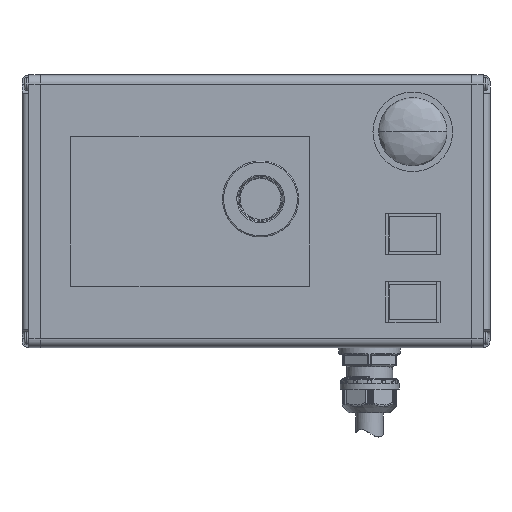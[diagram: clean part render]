
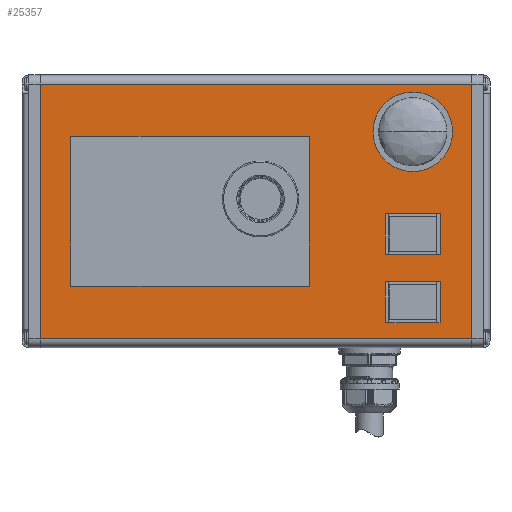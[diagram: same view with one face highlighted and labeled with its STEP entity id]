
A CAD part, top view. The second image highlights one B-rep face of the part: STEP entity #25357.
In plain terms, the highlighted planar face has unit normal (0, 0, 1).
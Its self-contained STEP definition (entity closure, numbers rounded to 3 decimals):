
#147 = VERTEX_POINT ( 'NONE', #36241 ) ;
#344 = FACE_BOUND ( 'NONE', #16999, .T. ) ;
#747 = LINE ( 'NONE', #39899, #5965 ) ;
#866 = CARTESIAN_POINT ( 'NONE',  ( -81.5, 33., 22.5 ) ) ;
#893 = DIRECTION ( 'NONE',  ( 0., 1., 0. ) ) ;
#1092 = VECTOR ( 'NONE', #6551, 1000. ) ;
#1409 = LINE ( 'NONE', #13598, #26771 ) ;
#1517 = DIRECTION ( 'NONE',  ( 0., 0., 1. ) ) ;
#2312 = ORIENTED_EDGE ( 'NONE', *, *, #13228, .F. ) ;
#3020 = VECTOR ( 'NONE', #34071, 1000. ) ;
#3064 = CARTESIAN_POINT ( 'NONE',  ( 23.5, -33., 22.5 ) ) ;
#3544 = VERTEX_POINT ( 'NONE', #17397 ) ;
#3783 = VERTEX_POINT ( 'NONE', #22100 ) ;
#4228 = CARTESIAN_POINT ( 'NONE',  ( 81., -19., 22.5 ) ) ;
#4603 = VERTEX_POINT ( 'NONE', #12016 ) ;
#4613 = CARTESIAN_POINT ( 'NONE',  ( 57., 56., 22.5 ) ) ;
#4623 = VECTOR ( 'NONE', #18954, 1000. ) ;
#5053 = EDGE_LOOP ( 'NONE', ( #6354, #21577, #12007, #26010 ) ) ;
#5296 = VERTEX_POINT ( 'NONE', #19944 ) ;
#5673 = AXIS2_PLACEMENT_3D ( 'NONE', #11849, #6065, #18447 ) ;
#5768 = CARTESIAN_POINT ( 'NONE',  ( -81.5, 33., 22.5 ) ) ;
#5965 = VECTOR ( 'NONE', #33325, 1000. ) ;
#6065 = DIRECTION ( 'NONE',  ( 0., 0., 1. ) ) ;
#6354 = ORIENTED_EDGE ( 'NONE', *, *, #34944, .T. ) ;
#6551 = DIRECTION ( 'NONE',  ( 0., 1., 0. ) ) ;
#6772 = CARTESIAN_POINT ( 'NONE',  ( 57., -49., 22.5 ) ) ;
#6880 = EDGE_CURVE ( 'NONE', #5296, #8983, #34256, .T. ) ;
#7125 = ORIENTED_EDGE ( 'NONE', *, *, #17548, .T. ) ;
#7512 = EDGE_CURVE ( 'NONE', #25419, #28939, #26904, .T. ) ;
#7885 = LINE ( 'NONE', #8301, #35705 ) ;
#8132 = CARTESIAN_POINT ( 'NONE',  ( 57., -19., 22.5 ) ) ;
#8240 = CARTESIAN_POINT ( 'NONE',  ( 57., 56., 22.5 ) ) ;
#8301 = CARTESIAN_POINT ( 'NONE',  ( -94.9, 56., 22.5 ) ) ;
#8500 = EDGE_CURVE ( 'NONE', #37996, #25419, #34037, .T. ) ;
#8656 = LINE ( 'NONE', #8240, #9305 ) ;
#8783 = EDGE_CURVE ( 'NONE', #8983, #16697, #40353, .T. ) ;
#8983 = VERTEX_POINT ( 'NONE', #4228 ) ;
#9246 = PLANE ( 'NONE',  #38126 ) ;
#9305 = VECTOR ( 'NONE', #14850, 1000. ) ;
#9434 = VERTEX_POINT ( 'NONE', #6772 ) ;
#9441 = CARTESIAN_POINT ( 'NONE',  ( -81.5, -33., 22.5 ) ) ;
#9630 = DIRECTION ( 'NONE',  ( -1., 0., 0. ) ) ;
#9644 = FACE_OUTER_BOUND ( 'NONE', #5053, .T. ) ;
#9966 = VERTEX_POINT ( 'NONE', #13434 ) ;
#11177 = CARTESIAN_POINT ( 'NONE',  ( -94.9, 56., 22.5 ) ) ;
#11446 = EDGE_CURVE ( 'NONE', #37578, #3544, #35959, .T. ) ;
#11849 = CARTESIAN_POINT ( 'NONE',  ( 69., 35., 22.5 ) ) ;
#12007 = ORIENTED_EDGE ( 'NONE', *, *, #33703, .F. ) ;
#12016 = CARTESIAN_POINT ( 'NONE',  ( -94.9, -56., 22.5 ) ) ;
#12542 = LINE ( 'NONE', #37699, #4623 ) ;
#12670 = VERTEX_POINT ( 'NONE', #12787 ) ;
#12787 = CARTESIAN_POINT ( 'NONE',  ( 57., -1., 22.5 ) ) ;
#12951 = DIRECTION ( 'NONE',  ( 0., 0., -1. ) ) ;
#13030 = EDGE_CURVE ( 'NONE', #9966, #147, #28213, .T. ) ;
#13045 = VECTOR ( 'NONE', #893, 1000. ) ;
#13228 = EDGE_CURVE ( 'NONE', #3544, #37578, #35931, .T. ) ;
#13434 = CARTESIAN_POINT ( 'NONE',  ( 94.9, -56., 22.5 ) ) ;
#13598 = CARTESIAN_POINT ( 'NONE',  ( 95., 56., 22.5 ) ) ;
#13809 = LINE ( 'NONE', #35872, #38334 ) ;
#13874 = ORIENTED_EDGE ( 'NONE', *, *, #28687, .F. ) ;
#14074 = DIRECTION ( 'NONE',  ( 0., -1., 0. ) ) ;
#14157 = EDGE_CURVE ( 'NONE', #16697, #12670, #8656, .T. ) ;
#14850 = DIRECTION ( 'NONE',  ( 0., 1., 0. ) ) ;
#14889 = CARTESIAN_POINT ( 'NONE',  ( 81., 56., 22.5 ) ) ;
#15535 = ORIENTED_EDGE ( 'NONE', *, *, #6880, .T. ) ;
#15618 = CARTESIAN_POINT ( 'NONE',  ( 81., -49., 22.5 ) ) ;
#16697 = VERTEX_POINT ( 'NONE', #8132 ) ;
#16999 = EDGE_LOOP ( 'NONE', ( #22003, #15535, #32841, #25339 ) ) ;
#17397 = CARTESIAN_POINT ( 'NONE',  ( 69., 52.5, 22.5 ) ) ;
#17514 = CARTESIAN_POINT ( 'NONE',  ( 23.5, 33., 22.5 ) ) ;
#17548 = EDGE_CURVE ( 'NONE', #20244, #9434, #13809, .T. ) ;
#17584 = CARTESIAN_POINT ( 'NONE',  ( 95., -31., 22.5 ) ) ;
#17687 = CARTESIAN_POINT ( 'NONE',  ( 95., -19., 22.5 ) ) ;
#17887 = DIRECTION ( 'NONE',  ( -1., 0., 0. ) ) ;
#17904 = CARTESIAN_POINT ( 'NONE',  ( 81., -31., 22.5 ) ) ;
#18151 = EDGE_CURVE ( 'NONE', #19734, #4603, #7885, .T. ) ;
#18352 = DIRECTION ( 'NONE',  ( 0., -1., 0. ) ) ;
#18447 = DIRECTION ( 'NONE',  ( -1., 0., 0. ) ) ;
#18954 = DIRECTION ( 'NONE',  ( 0., 1., 0. ) ) ;
#18961 = FACE_BOUND ( 'NONE', #23318, .T. ) ;
#19070 = DIRECTION ( 'NONE',  ( -1., 0., 0. ) ) ;
#19121 = ORIENTED_EDGE ( 'NONE', *, *, #11446, .F. ) ;
#19224 = VERTEX_POINT ( 'NONE', #17904 ) ;
#19557 = ORIENTED_EDGE ( 'NONE', *, *, #27197, .F. ) ;
#19734 = VERTEX_POINT ( 'NONE', #11177 ) ;
#19768 = VECTOR ( 'NONE', #20724, 1000. ) ;
#19944 = CARTESIAN_POINT ( 'NONE',  ( 81., -1., 22.5 ) ) ;
#20244 = VERTEX_POINT ( 'NONE', #15618 ) ;
#20316 = LINE ( 'NONE', #4613, #13045 ) ;
#20483 = VECTOR ( 'NONE', #37261, 1000. ) ;
#20724 = DIRECTION ( 'NONE',  ( 1., 0., 0. ) ) ;
#21577 = ORIENTED_EDGE ( 'NONE', *, *, #18151, .T. ) ;
#21833 = ORIENTED_EDGE ( 'NONE', *, *, #7512, .F. ) ;
#22003 = ORIENTED_EDGE ( 'NONE', *, *, #27311, .T. ) ;
#22024 = CARTESIAN_POINT ( 'NONE',  ( 94.9, 56., 22.5 ) ) ;
#22077 = ORIENTED_EDGE ( 'NONE', *, *, #39055, .T. ) ;
#22100 = CARTESIAN_POINT ( 'NONE',  ( 57., -31., 22.5 ) ) ;
#22596 = VECTOR ( 'NONE', #19070, 1000. ) ;
#23318 = EDGE_LOOP ( 'NONE', ( #21833, #31667, #13874, #19557 ) ) ;
#23625 = EDGE_CURVE ( 'NONE', #19224, #20244, #30560, .T. ) ;
#24067 = LINE ( 'NONE', #33570, #29335 ) ;
#24296 = ORIENTED_EDGE ( 'NONE', *, *, #23625, .T. ) ;
#24435 = VECTOR ( 'NONE', #18352, 1000. ) ;
#25339 = ORIENTED_EDGE ( 'NONE', *, *, #14157, .T. ) ;
#25357 = ADVANCED_FACE ( 'NONE', ( #9644, #18961, #28622, #344, #38319 ), #9246, .F. ) ;
#25419 = VERTEX_POINT ( 'NONE', #9441 ) ;
#26010 = ORIENTED_EDGE ( 'NONE', *, *, #13030, .T. ) ;
#26771 = VECTOR ( 'NONE', #35659, 1000. ) ;
#26904 = LINE ( 'NONE', #30205, #19768 ) ;
#27197 = EDGE_CURVE ( 'NONE', #28939, #32434, #12542, .T. ) ;
#27268 = LINE ( 'NONE', #17584, #32782 ) ;
#27311 = EDGE_CURVE ( 'NONE', #12670, #5296, #747, .T. ) ;
#27697 = ORIENTED_EDGE ( 'NONE', *, *, #36477, .T. ) ;
#28213 = LINE ( 'NONE', #22024, #1092 ) ;
#28404 = CARTESIAN_POINT ( 'NONE',  ( 69., 35., 22.5 ) ) ;
#28622 = FACE_BOUND ( 'NONE', #37967, .T. ) ;
#28687 = EDGE_CURVE ( 'NONE', #32434, #37996, #34736, .T. ) ;
#28939 = VERTEX_POINT ( 'NONE', #3064 ) ;
#29335 = VECTOR ( 'NONE', #17887, 1000. ) ;
#30205 = CARTESIAN_POINT ( 'NONE',  ( -81.5, -33., 22.5 ) ) ;
#30560 = LINE ( 'NONE', #14889, #37615 ) ;
#30935 = CARTESIAN_POINT ( 'NONE',  ( -81.5, 33., 22.5 ) ) ;
#31667 = ORIENTED_EDGE ( 'NONE', *, *, #8500, .F. ) ;
#31735 = DIRECTION ( 'NONE',  ( -1., 0., 0. ) ) ;
#32434 = VERTEX_POINT ( 'NONE', #17514 ) ;
#32782 = VECTOR ( 'NONE', #36748, 1000. ) ;
#32841 = ORIENTED_EDGE ( 'NONE', *, *, #8783, .T. ) ;
#33325 = DIRECTION ( 'NONE',  ( 1., 0., 0. ) ) ;
#33570 = CARTESIAN_POINT ( 'NONE',  ( 95., -56., 22.5 ) ) ;
#33703 = EDGE_CURVE ( 'NONE', #9966, #4603, #24067, .T. ) ;
#34037 = LINE ( 'NONE', #5768, #24435 ) ;
#34071 = DIRECTION ( 'NONE',  ( 0., -1., 0. ) ) ;
#34075 = DIRECTION ( 'NONE',  ( 0., -1., 0. ) ) ;
#34256 = LINE ( 'NONE', #37140, #3020 ) ;
#34736 = LINE ( 'NONE', #866, #22596 ) ;
#34944 = EDGE_CURVE ( 'NONE', #147, #19734, #1409, .T. ) ;
#35659 = DIRECTION ( 'NONE',  ( -1., 0., 0. ) ) ;
#35673 = DIRECTION ( 'NONE',  ( -1., 0., 0. ) ) ;
#35705 = VECTOR ( 'NONE', #14074, 1000. ) ;
#35872 = CARTESIAN_POINT ( 'NONE',  ( 95., -49., 22.5 ) ) ;
#35931 = CIRCLE ( 'NONE', #5673, 17.5 ) ;
#35959 = CIRCLE ( 'NONE', #39920, 17.5 ) ;
#36241 = CARTESIAN_POINT ( 'NONE',  ( 94.9, 56., 22.5 ) ) ;
#36477 = EDGE_CURVE ( 'NONE', #3783, #19224, #27268, .T. ) ;
#36546 = CARTESIAN_POINT ( 'NONE',  ( 69., 17.5, 22.5 ) ) ;
#36748 = DIRECTION ( 'NONE',  ( 1., 0., 0. ) ) ;
#37140 = CARTESIAN_POINT ( 'NONE',  ( 81., 56., 22.5 ) ) ;
#37261 = DIRECTION ( 'NONE',  ( -1., 0., 0. ) ) ;
#37511 = CARTESIAN_POINT ( 'NONE',  ( 95., 56., 22.5 ) ) ;
#37578 = VERTEX_POINT ( 'NONE', #36546 ) ;
#37615 = VECTOR ( 'NONE', #34075, 1000. ) ;
#37699 = CARTESIAN_POINT ( 'NONE',  ( 23.5, 33., 22.5 ) ) ;
#37967 = EDGE_LOOP ( 'NONE', ( #27697, #24296, #7125, #22077 ) ) ;
#37996 = VERTEX_POINT ( 'NONE', #30935 ) ;
#38126 = AXIS2_PLACEMENT_3D ( 'NONE', #37511, #12951, #31735 ) ;
#38319 = FACE_BOUND ( 'NONE', #38665, .T. ) ;
#38334 = VECTOR ( 'NONE', #35673, 1000. ) ;
#38665 = EDGE_LOOP ( 'NONE', ( #2312, #19121 ) ) ;
#39055 = EDGE_CURVE ( 'NONE', #9434, #3783, #20316, .T. ) ;
#39899 = CARTESIAN_POINT ( 'NONE',  ( 95., -1., 22.5 ) ) ;
#39920 = AXIS2_PLACEMENT_3D ( 'NONE', #28404, #1517, #9630 ) ;
#40353 = LINE ( 'NONE', #17687, #20483 ) ;
